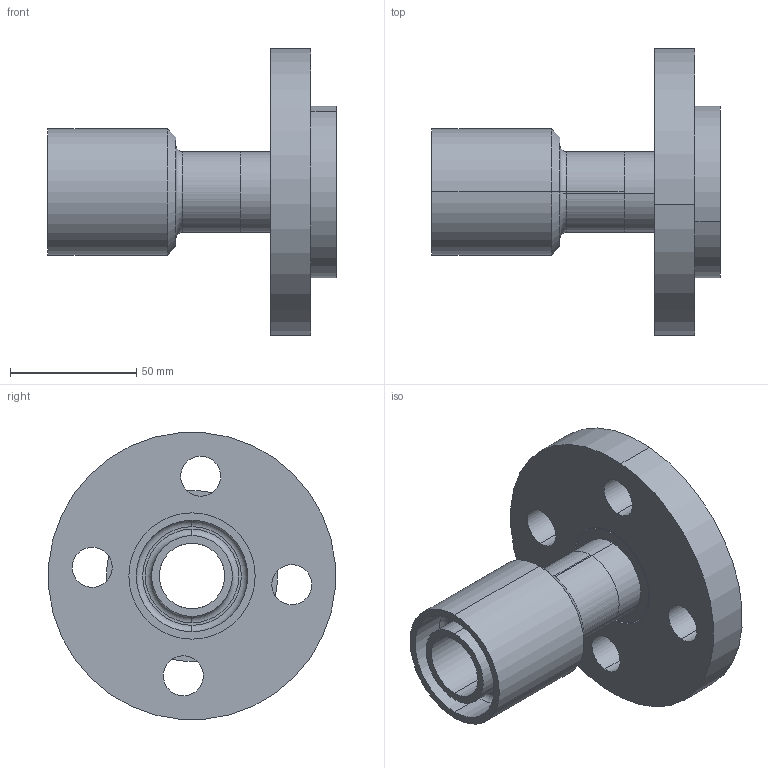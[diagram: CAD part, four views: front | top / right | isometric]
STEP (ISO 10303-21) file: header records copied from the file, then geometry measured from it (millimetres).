
FILE_DESCRIPTION (( 'STEP AP203' ), '1' );
FILE_NAME ('--7856211.STEP', '2015-03-20T18:30:57', ( 'enduser' ), ( '' ), 'SwSTEP 2.0', 'SolidWorks 2014', '' );
FILE_SCHEMA (( 'CONFIG_CONTROL_DESIGN' ));
Length unit declared in the file: inch
Products named in the file (1): --7856211
Bounding box: 114.3 x 113.57 x 113.57 mm (x, y, z)
Surface area: 73661.9 mm2 (no closed solid volume)
Topology: 0 solids, 5 shells, 49 faces, 114 edges, 74 vertices
Faces by surface type: cylinder 32, plane 9, torus 6, cone 2
Entity records: 1527 total; most frequent: DIRECTION 294, CARTESIAN_POINT 238, ORIENTED_EDGE 212, AXIS2_PLACEMENT_3D 130, EDGE_CURVE 114, CIRCLE 80, VERTEX_POINT 74, EDGE_LOOP 66
